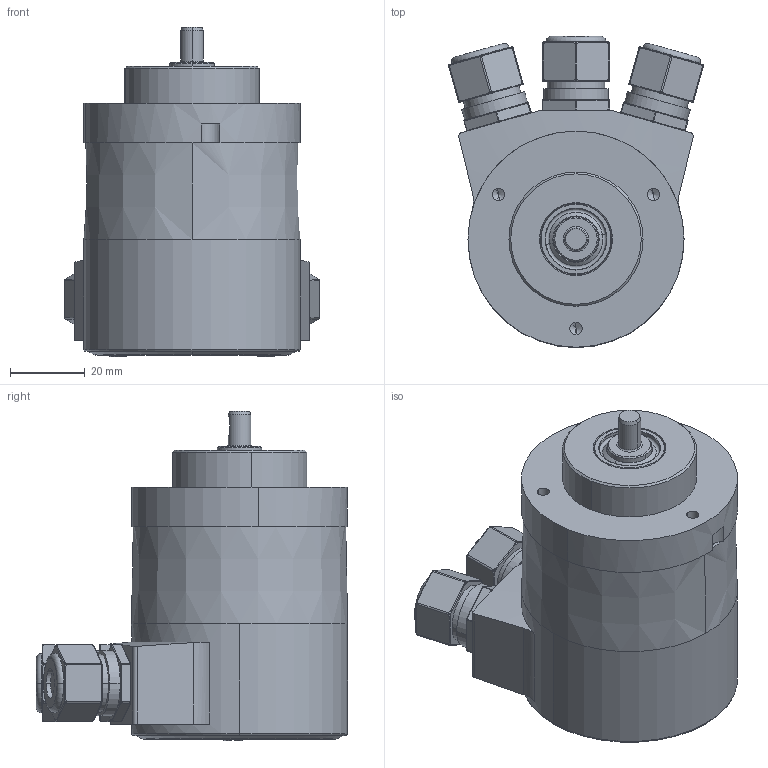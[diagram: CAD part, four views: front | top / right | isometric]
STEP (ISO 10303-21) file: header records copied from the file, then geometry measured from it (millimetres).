
FILE_DESCRIPTION((''),'2;1');
FILE_NAME('638_61_6WF_3XRAD_PG_STAINLESS','2013-06-20T',('se2562'),(''),'PRO/ENGINEER BY PARAMETRIC TECHNOLOGY CORPORATION, 2011410','PRO/ENGINEER BY PARAMETRIC TECHNOLOGY CORPORATION, 2011410','');
FILE_SCHEMA(('CONFIG_CONTROL_DESIGN'));
Length unit declared in the file: millimetre
Products named in the file (1): 638_61_6WF_3XRAD_PG_STAINLESS
Bounding box: 68.52 x 83.5 x 88.5 mm (x, y, z)
Volume: 84089.8 mm3; surface area: 53988.3 mm2
Topology: 2 solids, 3 shells, 1014 faces, 2490 edges, 1538 vertices
Faces by surface type: cylinder 356, plane 285, cone 137, bspline 120, sphere 72, torus 44
Entity records: 34222 total; most frequent: CARTESIAN_POINT 10990, ORIENTED_EDGE 4948, DIRECTION 4691, EDGE_CURVE 2474, AXIS2_PLACEMENT_3D 1858, VERTEX_POINT 1538, EDGE_LOOP 1098, FACE_OUTER_BOUND 1014
